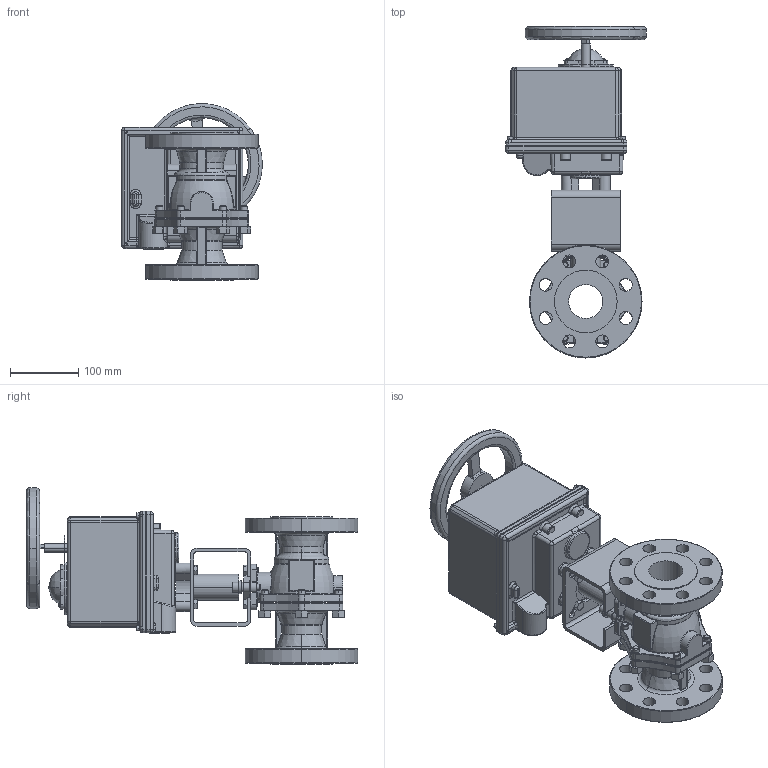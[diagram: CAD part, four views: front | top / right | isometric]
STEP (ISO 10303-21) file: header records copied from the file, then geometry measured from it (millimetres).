
FILE_DESCRIPTION (( 'STEP AP203' ), '1' );
FILE_NAME ('6801F-200_ER-10.STEP', '2017-12-07T14:16:40', ( '' ), ( '' ), 'SwSTEP 2.0', 'SolidWorks 2014', '' );
FILE_SCHEMA (( 'CONFIG_CONTROL_DESIGN' ));
Length unit declared in the file: inch
Products named in the file (1): 6801F-200_ER-10
Bounding box: 206.35 x 486.33 x 258.72 mm (x, y, z)
Surface area: 537364.9 mm2 (no closed solid volume)
Topology: 0 solids, 64 shells, 1154 faces, 3444 edges, 2266 vertices
Faces by surface type: cylinder 450, plane 330, bspline 197, torus 90, cone 84, sphere 3
Entity records: 51949 total; most frequent: CARTESIAN_POINT 22709, DIRECTION 5970, ORIENTED_EDGE 5745, EDGE_CURVE 3422, AXIS2_PLACEMENT_3D 2331, VERTEX_POINT 2266, CIRCLE 1373, LINE 1308
